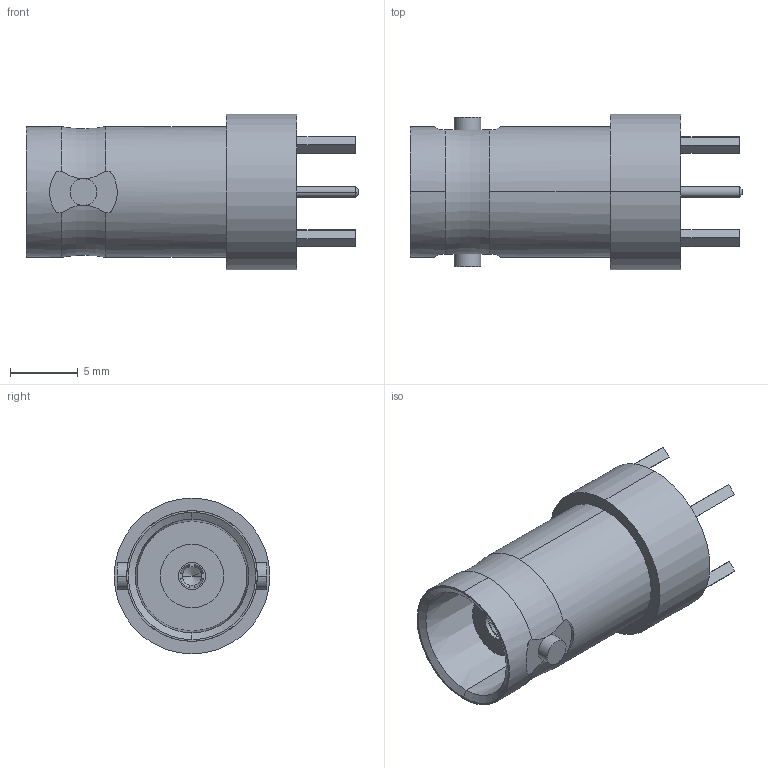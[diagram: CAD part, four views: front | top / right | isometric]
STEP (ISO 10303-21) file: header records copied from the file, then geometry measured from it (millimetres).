
FILE_DESCRIPTION((''),'2;1');
FILE_NAME('112515','2019-12-06T',('Krishnaprasath'),(''),'CREO PARAMETRIC BY PTC INC, 2018360','CREO PARAMETRIC BY PTC INC, 2018360','');
FILE_SCHEMA(('CONFIG_CONTROL_DESIGN'));
Length unit declared in the file: millimetre
Products named in the file (1): 112515
Bounding box: 24.51 x 11.5 x 11.5 mm (x, y, z)
Volume: 1248.3 mm3; surface area: 1247.2 mm2
Topology: 1 solids, 1 shells, 93 faces, 230 edges, 147 vertices
Faces by surface type: plane 53, cylinder 24, cone 14, torus 2
Entity records: 2880 total; most frequent: CARTESIAN_POINT 610, DIRECTION 476, ORIENTED_EDGE 456, EDGE_CURVE 228, AXIS2_PLACEMENT_3D 179, VERTEX_POINT 147, VECTOR 118, LINE 118
